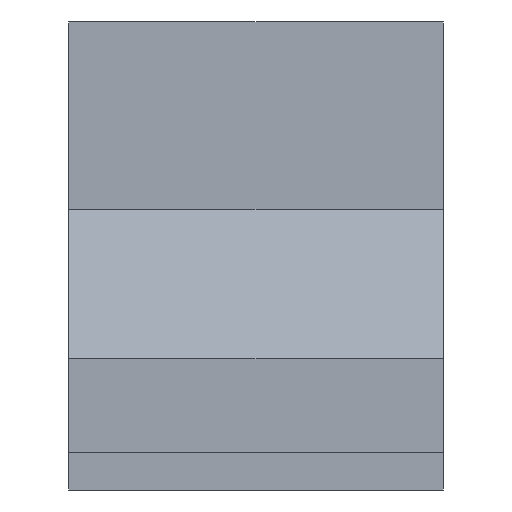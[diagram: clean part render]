
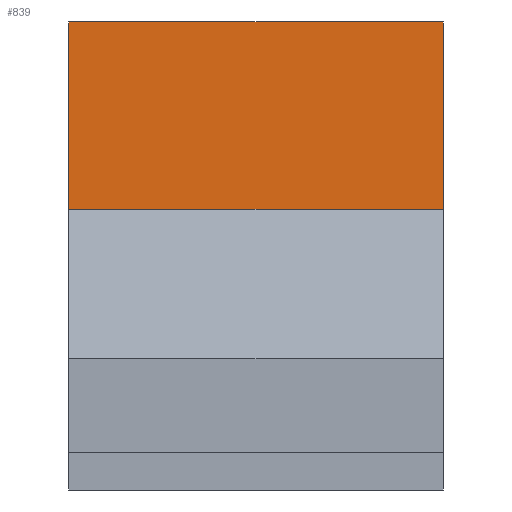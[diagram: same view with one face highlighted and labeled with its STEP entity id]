
A CAD part, left-side view. The second image highlights one B-rep face of the part: STEP entity #839.
In plain terms, the highlighted planar face has unit normal (-1, 0, 0).
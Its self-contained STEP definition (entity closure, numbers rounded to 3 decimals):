
#7 = AXIS2_PLACEMENT_3D ( 'NONE', #803, #259, #325 ) ;
#20 = VERTEX_POINT ( 'NONE', #240 ) ;
#86 = VECTOR ( 'NONE', #127, 1000. ) ;
#89 = VECTOR ( 'NONE', #622, 1000. ) ;
#95 = CARTESIAN_POINT ( 'NONE',  ( -2.5, 10., -10. ) ) ;
#102 = VECTOR ( 'NONE', #900, 1000. ) ;
#114 = ORIENTED_EDGE ( 'NONE', *, *, #932, .F. ) ;
#123 = CARTESIAN_POINT ( 'NONE',  ( -2.5, 10., -10. ) ) ;
#127 = DIRECTION ( 'NONE',  ( 0., -1., 0. ) ) ;
#137 = LINE ( 'NONE', #123, #89 ) ;
#176 = ORIENTED_EDGE ( 'NONE', *, *, #802, .F. ) ;
#240 = CARTESIAN_POINT ( 'NONE',  ( -2.5, -10., 0. ) ) ;
#245 = ORIENTED_EDGE ( 'NONE', *, *, #903, .T. ) ;
#259 = DIRECTION ( 'NONE',  ( 1., 0., 0. ) ) ;
#284 = VERTEX_POINT ( 'NONE', #95 ) ;
#300 = CARTESIAN_POINT ( 'NONE',  ( -2.5, 10., 0. ) ) ;
#314 = VERTEX_POINT ( 'NONE', #300 ) ;
#325 = DIRECTION ( 'NONE',  ( 0., 0., -1. ) ) ;
#411 = EDGE_LOOP ( 'NONE', ( #585, #114, #176, #245 ) ) ;
#429 = VECTOR ( 'NONE', #695, 1000. ) ;
#476 = EDGE_CURVE ( 'NONE', #797, #20, #828, .T. ) ;
#532 = PLANE ( 'NONE',  #7 ) ;
#557 = CARTESIAN_POINT ( 'NONE',  ( -2.5, 10., 0. ) ) ;
#585 = ORIENTED_EDGE ( 'NONE', *, *, #476, .T. ) ;
#622 = DIRECTION ( 'NONE',  ( 0., -1., 0. ) ) ;
#662 = LINE ( 'NONE', #882, #102 ) ;
#679 = FACE_OUTER_BOUND ( 'NONE', #411, .T. ) ;
#695 = DIRECTION ( 'NONE',  ( 0., 0., 1. ) ) ;
#748 = CARTESIAN_POINT ( 'NONE',  ( -2.5, -10., -10. ) ) ;
#797 = VERTEX_POINT ( 'NONE', #748 ) ;
#802 = EDGE_CURVE ( 'NONE', #284, #314, #662, .T. ) ;
#803 = CARTESIAN_POINT ( 'NONE',  ( -2.5, 10., 0. ) ) ;
#828 = LINE ( 'NONE', #925, #429 ) ;
#839 = ADVANCED_FACE ( 'NONE', ( #679 ), #532, .F. ) ;
#882 = CARTESIAN_POINT ( 'NONE',  ( -2.5, 10., 0. ) ) ;
#900 = DIRECTION ( 'NONE',  ( 0., 0., 1. ) ) ;
#903 = EDGE_CURVE ( 'NONE', #284, #797, #137, .T. ) ;
#912 = LINE ( 'NONE', #557, #86 ) ;
#925 = CARTESIAN_POINT ( 'NONE',  ( -2.5, -10., 0. ) ) ;
#932 = EDGE_CURVE ( 'NONE', #314, #20, #912, .T. ) ;
